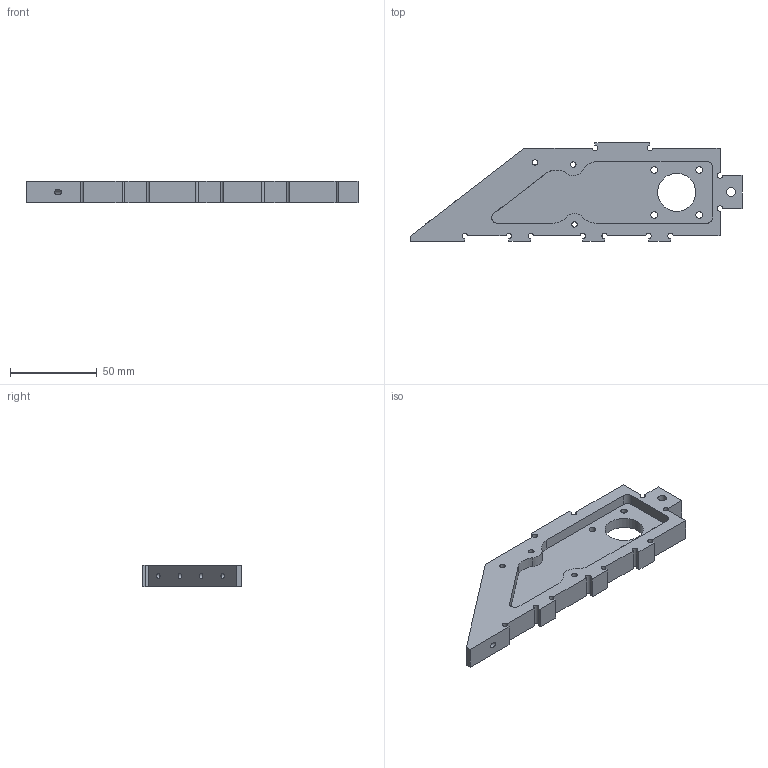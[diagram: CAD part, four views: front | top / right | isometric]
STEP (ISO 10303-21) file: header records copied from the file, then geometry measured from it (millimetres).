
FILE_DESCRIPTION(/* description */ (''),/* implementation_level */ '2;1');
FILE_NAME(/* name */ 'outerwall.step',/* time_stamp */ '2023-10-31T15:00:19-04:00',/* author */ (''),/* organization */ (''),/* preprocessor_version */ 'ST-DEVELOPER v20',/* originating_system */ 'Autodesk Translation Framework v12.14.0.127',/* authorisation */ '');
FILE_SCHEMA (('AUTOMOTIVE_DESIGN { 1 0 10303 214 3 1 1 }'));
Length unit declared in the file: inch
Products named in the file (2): Wall; Wall_1
Assembly tree (1 placements, depth 2):
  Wall
    Wall_1
Bounding box: 191.82 x 57.15 x 12.7 mm (x, y, z)
Volume: 72959.5 mm3; surface area: 25563.9 mm2
Topology: 1 solids, 1 shells, 71 faces, 203 edges, 134 vertices
Faces by surface type: plane 38, cylinder 33
Full cylindrical faces by diameter (mm): 3.175 x7, 3.81 x4, 5.08 x1, 22 x1
Entity records: 2438 total; most frequent: DIRECTION 421, CARTESIAN_POINT 411, ORIENTED_EDGE 406, EDGE_CURVE 203, AXIS2_PLACEMENT_3D 144, VERTEX_POINT 134, LINE 133, VECTOR 133
